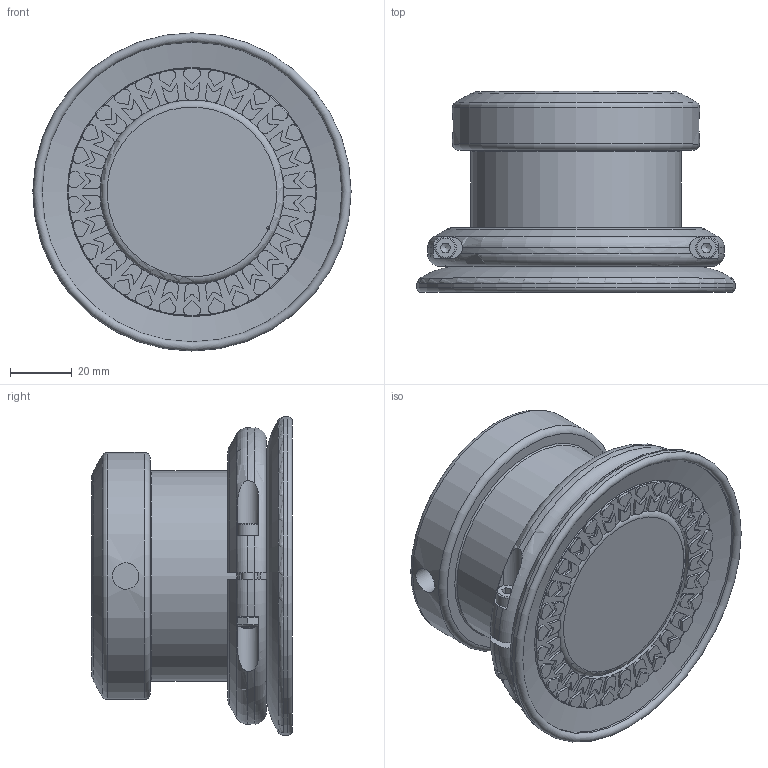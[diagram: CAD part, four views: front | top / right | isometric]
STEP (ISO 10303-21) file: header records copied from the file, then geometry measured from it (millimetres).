
FILE_DESCRIPTION(/* description */ (''),/* implementation_level */ '2;1');
FILE_NAME(/* name */ 'TPMV100028 -.stp',/* time_stamp */ '2016-01-07T15:15:32+01:00',/* author */ ('pb'),/* organization */ (''),/* preprocessor_version */ 'ST-DEVELOPER v15.6',/* originating_system */ 'Autodesk Inventor 2015',/* authorisation */ '');
FILE_SCHEMA (('AUTOMOTIVE_DESIGN { 1 0 10303 214 3 1 1 }'));
Length unit declared in the file: millimetre
Products named in the file (1): Part1
Bounding box: 103 x 65 x 103 mm (x, y, z)
Volume: 300474.4 mm3; surface area: 59000.3 mm2
Topology: 1 solids, 1 shells, 631 faces, 1846 edges, 1214 vertices
Faces by surface type: plane 375, cylinder 199, torus 38, cone 19
Full cylindrical faces by diameter (mm): 1 x1, 4 x4, 4.5 x4, 8.376 x1, 8.566 x2, 57.7 x1, 58 x1, 59.5 x1, 64.5 x1, 68 x1, 69 x1, 70 x1, 74 x1, 75 x1, 80 x2, 97 x1, 103 x1
Entity records: 21712 total; most frequent: CARTESIAN_POINT 4331, ORIENTED_EDGE 3538, DIRECTION 3494, EDGE_CURVE 1765, AXIS2_PLACEMENT_3D 1212, VERTEX_POINT 1191, LINE 1070, VECTOR 1070
